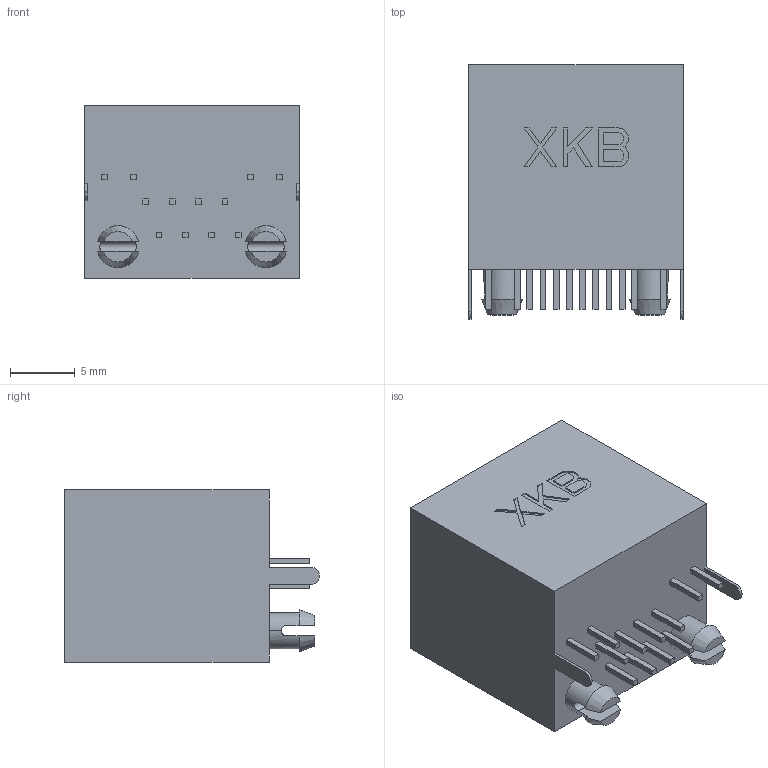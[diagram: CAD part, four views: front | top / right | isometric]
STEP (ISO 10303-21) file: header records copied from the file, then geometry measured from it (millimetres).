
FILE_DESCRIPTION((''),'2;1');
FILE_NAME('RJ45-52T-1X1-1781','2021-12-25T',('XCP'),(''),'PRO/ENGINEER BY PARAMETRIC TECHNOLOGY CORPORATION, 2013240','PRO/ENGINEER BY PARAMETRIC TECHNOLOGY CORPORATION, 2013240','');
FILE_SCHEMA(('CONFIG_CONTROL_DESIGN'));
Length unit declared in the file: millimetre
Products named in the file (1): RJ45-52T-1X1-1781
Bounding box: 16.6 x 19.68 x 13.3 mm (x, y, z)
Volume: 2463.4 mm3; surface area: 2176 mm2
Topology: 1 solids, 1 shells, 239 faces, 645 edges, 430 vertices
Faces by surface type: plane 225, cylinder 10, cone 4
Entity records: 7473 total; most frequent: CARTESIAN_POINT 1418, ORIENTED_EDGE 1290, DIRECTION 1131, EDGE_CURVE 645, VECTOR 605, LINE 605, VERTEX_POINT 430, AXIS2_PLACEMENT_3D 263
